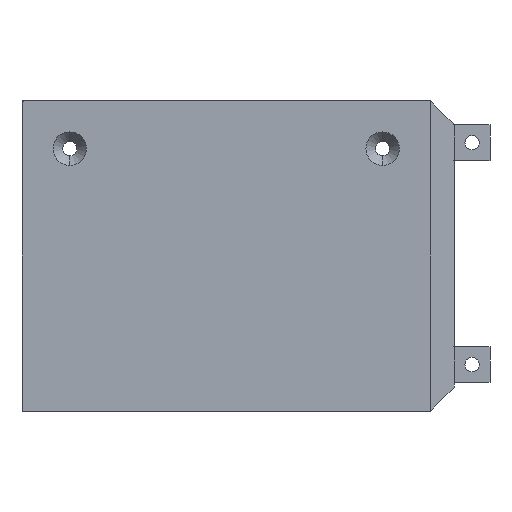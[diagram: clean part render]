
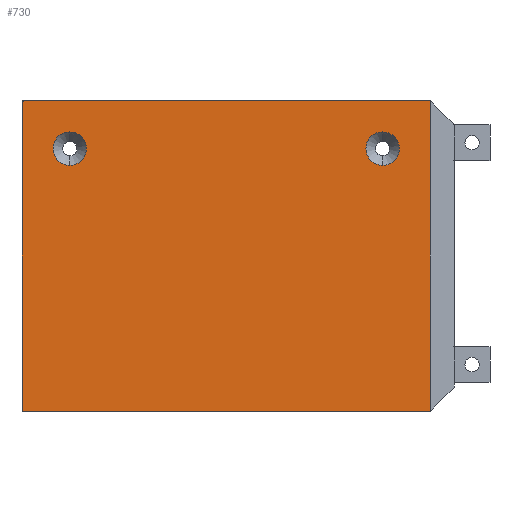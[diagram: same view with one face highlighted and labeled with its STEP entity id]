
A CAD part, left-side view. The second image highlights one B-rep face of the part: STEP entity #730.
In plain terms, the highlighted planar face has unit normal (-1, 0, 0).
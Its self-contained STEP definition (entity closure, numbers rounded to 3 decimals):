
#23 = EDGE_CURVE ( 'NONE', #508, #1311, #1898, .T. ) ;
#35 = CARTESIAN_POINT ( 'NONE',  ( 90., 230., 58.5 ) ) ;
#50 = VERTEX_POINT ( 'NONE', #506 ) ;
#109 = CARTESIAN_POINT ( 'NONE',  ( 90., 154.46, 65. ) ) ;
#160 = CARTESIAN_POINT ( 'NONE',  ( 90., 230., 55. ) ) ;
#191 = LINE ( 'NONE', #2641, #1842 ) ;
#409 = VERTEX_POINT ( 'NONE', #2718 ) ;
#428 = ORIENTED_EDGE ( 'NONE', *, *, #3066, .F. ) ;
#443 = VECTOR ( 'NONE', #633, 1000. ) ;
#506 = CARTESIAN_POINT ( 'NONE',  ( 90., 240., 0. ) ) ;
#508 = VERTEX_POINT ( 'NONE', #109 ) ;
#618 = DIRECTION ( 'NONE',  ( 1., 0., 0. ) ) ;
#633 = DIRECTION ( 'NONE',  ( 0., 1., 0. ) ) ;
#644 = DIRECTION ( 'NONE',  ( 0., 0., 1. ) ) ;
#658 = DIRECTION ( 'NONE',  ( 1., 0., 0. ) ) ;
#663 = CARTESIAN_POINT ( 'NONE',  ( 90., 164.46, 55. ) ) ;
#673 = DIRECTION ( 'NONE',  ( 0., 0., 1. ) ) ;
#688 = EDGE_CURVE ( 'NONE', #2029, #409, #2198, .T. ) ;
#699 = ORIENTED_EDGE ( 'NONE', *, *, #2384, .T. ) ;
#730 = ADVANCED_FACE ( 'NONE', ( #2428, #1202, #1391 ), #2382, .T. ) ;
#916 = DIRECTION ( 'NONE',  ( -1., 0., 0. ) ) ;
#923 = EDGE_CURVE ( 'NONE', #2271, #50, #2334, .T. ) ;
#942 = DIRECTION ( 'NONE',  ( 0., 0., 1. ) ) ;
#963 = EDGE_CURVE ( 'NONE', #2271, #508, #191, .T. ) ;
#1116 = AXIS2_PLACEMENT_3D ( 'NONE', #2609, #1386, #673 ) ;
#1202 = FACE_BOUND ( 'NONE', #2635, .T. ) ;
#1225 = VERTEX_POINT ( 'NONE', #35 ) ;
#1281 = AXIS2_PLACEMENT_3D ( 'NONE', #160, #658, #1643 ) ;
#1311 = VERTEX_POINT ( 'NONE', #1329 ) ;
#1327 = VERTEX_POINT ( 'NONE', #1574 ) ;
#1329 = CARTESIAN_POINT ( 'NONE',  ( 90., 240., 65. ) ) ;
#1386 = DIRECTION ( 'NONE',  ( 1., 0., 0. ) ) ;
#1391 = FACE_OUTER_BOUND ( 'NONE', #2776, .T. ) ;
#1528 = CARTESIAN_POINT ( 'NONE',  ( 90., 164.46, 58.5 ) ) ;
#1574 = CARTESIAN_POINT ( 'NONE',  ( 90., 230., 51.5 ) ) ;
#1643 = DIRECTION ( 'NONE',  ( 0., 0., 1. ) ) ;
#1839 = AXIS2_PLACEMENT_3D ( 'NONE', #663, #2841, #644 ) ;
#1842 = VECTOR ( 'NONE', #2412, 1000. ) ;
#1898 = LINE ( 'NONE', #2867, #443 ) ;
#1899 = CIRCLE ( 'NONE', #1281, 3.5 ) ;
#1972 = CARTESIAN_POINT ( 'NONE',  ( 90., 154.46, 0. ) ) ;
#2029 = VERTEX_POINT ( 'NONE', #1528 ) ;
#2049 = VECTOR ( 'NONE', #2538, 1000. ) ;
#2144 = CARTESIAN_POINT ( 'NONE',  ( 90., 240., 0. ) ) ;
#2198 = CIRCLE ( 'NONE', #1839, 3.5 ) ;
#2221 = ORIENTED_EDGE ( 'NONE', *, *, #23, .T. ) ;
#2271 = VERTEX_POINT ( 'NONE', #1972 ) ;
#2273 = ORIENTED_EDGE ( 'NONE', *, *, #963, .T. ) ;
#2312 = CARTESIAN_POINT ( 'NONE',  ( 90., 195., 0. ) ) ;
#2334 = LINE ( 'NONE', #2312, #2049 ) ;
#2382 = PLANE ( 'NONE',  #2594 ) ;
#2384 = EDGE_CURVE ( 'NONE', #1327, #1225, #2542, .T. ) ;
#2398 = DIRECTION ( 'NONE',  ( 0., 0., 1. ) ) ;
#2412 = DIRECTION ( 'NONE',  ( 0., 0., 1. ) ) ;
#2428 = FACE_BOUND ( 'NONE', #2499, .T. ) ;
#2499 = EDGE_LOOP ( 'NONE', ( #2703, #699 ) ) ;
#2538 = DIRECTION ( 'NONE',  ( 0., 1., 0. ) ) ;
#2542 = CIRCLE ( 'NONE', #3156, 3.5 ) ;
#2559 = VECTOR ( 'NONE', #942, 1000. ) ;
#2567 = ORIENTED_EDGE ( 'NONE', *, *, #3050, .T. ) ;
#2594 = AXIS2_PLACEMENT_3D ( 'NONE', #2144, #916, #2398 ) ;
#2609 = CARTESIAN_POINT ( 'NONE',  ( 90., 164.46, 55. ) ) ;
#2623 = LINE ( 'NONE', #3086, #2559 ) ;
#2635 = EDGE_LOOP ( 'NONE', ( #2839, #2567 ) ) ;
#2641 = CARTESIAN_POINT ( 'NONE',  ( 90., 154.46, 0. ) ) ;
#2703 = ORIENTED_EDGE ( 'NONE', *, *, #3014, .T. ) ;
#2718 = CARTESIAN_POINT ( 'NONE',  ( 90., 164.46, 51.5 ) ) ;
#2775 = ORIENTED_EDGE ( 'NONE', *, *, #923, .F. ) ;
#2776 = EDGE_LOOP ( 'NONE', ( #428, #2775, #2273, #2221 ) ) ;
#2816 = CARTESIAN_POINT ( 'NONE',  ( 90., 230., 55. ) ) ;
#2839 = ORIENTED_EDGE ( 'NONE', *, *, #688, .T. ) ;
#2841 = DIRECTION ( 'NONE',  ( 1., 0., 0. ) ) ;
#2867 = CARTESIAN_POINT ( 'NONE',  ( 90., 240., 65. ) ) ;
#3014 = EDGE_CURVE ( 'NONE', #1225, #1327, #1899, .T. ) ;
#3024 = CIRCLE ( 'NONE', #1116, 3.5 ) ;
#3031 = DIRECTION ( 'NONE',  ( 0., 0., 1. ) ) ;
#3050 = EDGE_CURVE ( 'NONE', #409, #2029, #3024, .T. ) ;
#3066 = EDGE_CURVE ( 'NONE', #50, #1311, #2623, .T. ) ;
#3086 = CARTESIAN_POINT ( 'NONE',  ( 90., 240., 0. ) ) ;
#3156 = AXIS2_PLACEMENT_3D ( 'NONE', #2816, #618, #3031 ) ;
